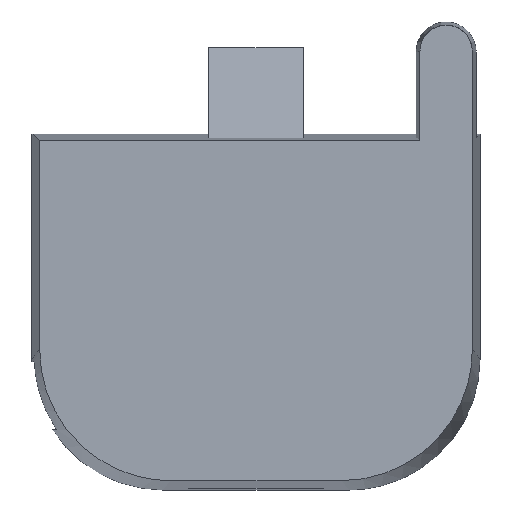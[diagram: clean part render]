
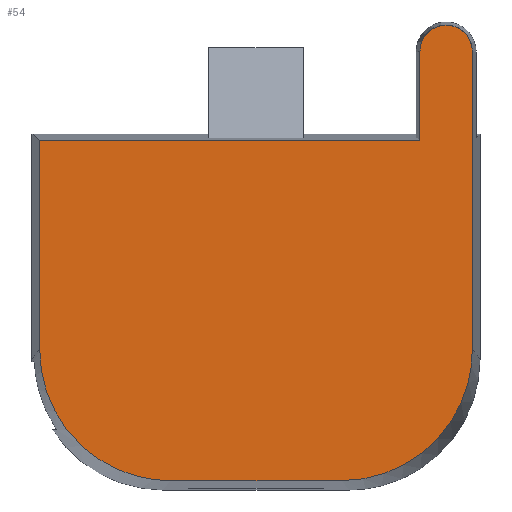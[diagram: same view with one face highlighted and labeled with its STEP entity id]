
A CAD part, top view. The second image highlights one B-rep face of the part: STEP entity #54.
In plain terms, the highlighted planar face has unit normal (0, 0, 1).
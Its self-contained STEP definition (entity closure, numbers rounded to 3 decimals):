
#43=CIRCLE('',#487,0.5);
#45=ELLIPSE('',#485,2.5,2.5);
#46=ELLIPSE('',#486,2.5,2.5);
#54=ADVANCED_FACE('',(#99),#78,.T.);
#78=PLANE('',#488);
#99=FACE_OUTER_BOUND('',#120,.T.);
#120=EDGE_LOOP('',(#150,#151,#152,#153,#154,#155,#156,#157));
#150=ORIENTED_EDGE('',*,*,#318,.F.);
#151=ORIENTED_EDGE('',*,*,#319,.T.);
#152=ORIENTED_EDGE('',*,*,#320,.T.);
#153=ORIENTED_EDGE('',*,*,#321,.T.);
#154=ORIENTED_EDGE('',*,*,#322,.T.);
#155=ORIENTED_EDGE('',*,*,#323,.T.);
#156=ORIENTED_EDGE('',*,*,#324,.T.);
#157=ORIENTED_EDGE('',*,*,#325,.F.);
#276=VERTEX_POINT('',#652);
#277=VERTEX_POINT('',#653);
#278=VERTEX_POINT('',#655);
#279=VERTEX_POINT('',#657);
#280=VERTEX_POINT('',#659);
#281=VERTEX_POINT('',#661);
#282=VERTEX_POINT('',#663);
#283=VERTEX_POINT('',#665);
#318=EDGE_CURVE('',#276,#277,#381,.T.);
#319=EDGE_CURVE('',#276,#278,#382,.T.);
#320=EDGE_CURVE('',#278,#279,#383,.T.);
#321=EDGE_CURVE('',#279,#280,#45,.T.);
#322=EDGE_CURVE('',#280,#281,#384,.T.);
#323=EDGE_CURVE('',#281,#282,#46,.T.);
#324=EDGE_CURVE('',#282,#283,#385,.T.);
#325=EDGE_CURVE('',#277,#283,#43,.T.);
#381=LINE('',#651,#434);
#382=LINE('',#654,#435);
#383=LINE('',#656,#436);
#384=LINE('',#660,#437);
#385=LINE('',#664,#438);
#434=VECTOR('',#526,1.);
#435=VECTOR('',#527,1.);
#436=VECTOR('',#528,1.);
#437=VECTOR('',#531,1.);
#438=VECTOR('',#534,1.);
#485=AXIS2_PLACEMENT_3D('',#658,#529,#530);
#486=AXIS2_PLACEMENT_3D('',#662,#532,#533);
#487=AXIS2_PLACEMENT_3D('',#666,#535,#536);
#488=AXIS2_PLACEMENT_3D('',#667,#537,#538);
#526=DIRECTION('',(0.,1.,0.));
#527=DIRECTION('',(-1.,0.,0.));
#528=DIRECTION('',(0.,-1.,0.));
#529=DIRECTION('',(0.,0.,1.));
#530=DIRECTION('',(0.707,0.707,0.));
#531=DIRECTION('',(1.,0.,0.));
#532=DIRECTION('',(0.,0.,1.));
#533=DIRECTION('',(0.707,-0.707,0.));
#534=DIRECTION('',(0.,1.,0.));
#535=DIRECTION('',(0.,0.,-1.));
#536=DIRECTION('',(1.,0.,0.));
#537=DIRECTION('',(0.,0.,1.));
#538=DIRECTION('',(0.,1.,0.));
#651=CARTESIAN_POINT('',(3.139,3.25,9.1));
#652=CARTESIAN_POINT('',(3.139,3.25,9.1));
#653=CARTESIAN_POINT('',(3.139,4.95,9.1));
#654=CARTESIAN_POINT('',(0.009,3.25,9.1));
#655=CARTESIAN_POINT('',(-4.121,3.25,9.1));
#656=CARTESIAN_POINT('',(-4.121,0.,9.1));
#657=CARTESIAN_POINT('',(-4.121,-0.75,9.1));
#658=CARTESIAN_POINT('',(-1.621,-0.75,9.1));
#659=CARTESIAN_POINT('',(-1.621,-3.25,9.1));
#660=CARTESIAN_POINT('',(0.009,-3.25,9.1));
#661=CARTESIAN_POINT('',(1.639,-3.25,9.1));
#662=CARTESIAN_POINT('',(1.639,-0.75,9.1));
#663=CARTESIAN_POINT('',(4.139,-0.75,9.1));
#664=CARTESIAN_POINT('',(4.139,0.,9.1));
#665=CARTESIAN_POINT('',(4.139,4.95,9.1));
#666=CARTESIAN_POINT('',(3.639,4.95,9.1));
#667=CARTESIAN_POINT('',(0.009,3.25,9.1));
